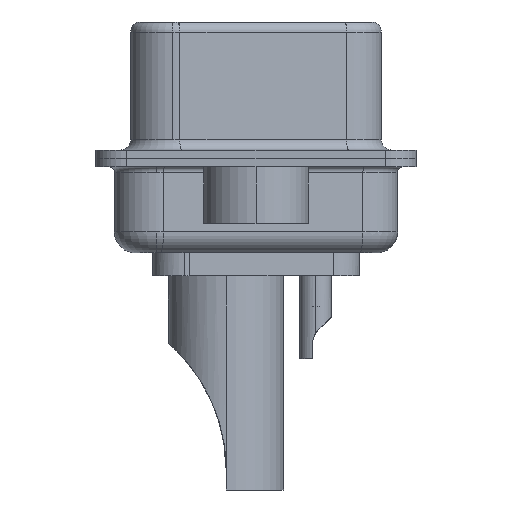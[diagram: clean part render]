
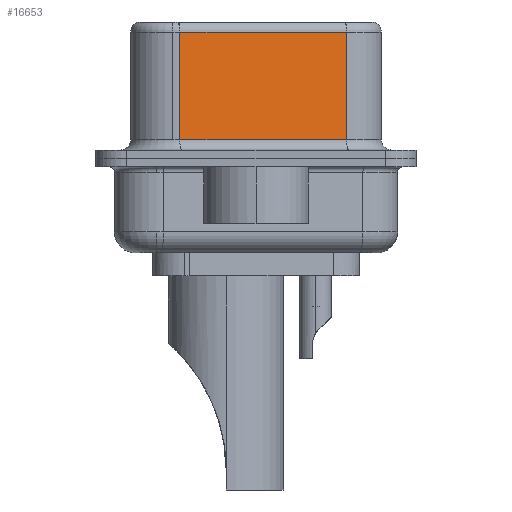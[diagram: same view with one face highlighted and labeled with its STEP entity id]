
A CAD part, left-side view. The second image highlights one B-rep face of the part: STEP entity #16653.
In plain terms, the highlighted planar face has unit normal (-0.985, -0.174, 0).
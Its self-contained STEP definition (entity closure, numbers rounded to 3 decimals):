
#730 = CARTESIAN_POINT ( 'NONE',  ( 5.132, -4.322, 0.9 ) ) ;
#824 = ORIENTED_EDGE ( 'NONE', *, *, #20855, .T. ) ;
#2476 = LINE ( 'NONE', #14881, #10818 ) ;
#2776 = LINE ( 'NONE', #3448, #19818 ) ;
#3448 = CARTESIAN_POINT ( 'NONE',  ( 5.132, -4.322, 0.9 ) ) ;
#3654 = CARTESIAN_POINT ( 'NONE',  ( 5.132, -4.322, 6.52 ) ) ;
#4045 = FACE_OUTER_BOUND ( 'NONE', #8414, .T. ) ;
#4120 = VERTEX_POINT ( 'NONE', #15066 ) ;
#5153 = EDGE_CURVE ( 'NONE', #4120, #13978, #2776, .T. ) ;
#5899 = EDGE_CURVE ( 'NONE', #20680, #19948, #2476, .T. ) ;
#6999 = DIRECTION ( 'NONE',  ( -0.174, 0.985, 0. ) ) ;
#7006 = EDGE_CURVE ( 'NONE', #20680, #13978, #14082, .T. ) ;
#8414 = EDGE_LOOP ( 'NONE', ( #12457, #17466, #824, #16021 ) ) ;
#9390 = LINE ( 'NONE', #10062, #17585 ) ;
#9781 = VECTOR ( 'NONE', #9849, 1000. ) ;
#9849 = DIRECTION ( 'NONE',  ( 0., 0., -1. ) ) ;
#10062 = CARTESIAN_POINT ( 'NONE',  ( 3.73, 3.628, 6.52 ) ) ;
#10796 = DIRECTION ( 'NONE',  ( -0.174, 0.985, 0. ) ) ;
#10818 = VECTOR ( 'NONE', #10796, 1000. ) ;
#12457 = ORIENTED_EDGE ( 'NONE', *, *, #7006, .F. ) ;
#12649 = CARTESIAN_POINT ( 'NONE',  ( 5.132, -4.322, 6.52 ) ) ;
#13142 = CARTESIAN_POINT ( 'NONE',  ( 3.73, 3.628, 6.02 ) ) ;
#13978 = VERTEX_POINT ( 'NONE', #730 ) ;
#14082 = LINE ( 'NONE', #12649, #9781 ) ;
#14627 = CARTESIAN_POINT ( 'NONE',  ( 5.132, -4.322, 6.02 ) ) ;
#14881 = CARTESIAN_POINT ( 'NONE',  ( 5.132, -4.322, 6.02 ) ) ;
#14889 = DIRECTION ( 'NONE',  ( 0., 0., -1. ) ) ;
#15066 = CARTESIAN_POINT ( 'NONE',  ( 3.73, 3.628, 0.9 ) ) ;
#15191 = PLANE ( 'NONE',  #20630 ) ;
#16021 = ORIENTED_EDGE ( 'NONE', *, *, #5153, .T. ) ;
#16653 = ADVANCED_FACE ( 'NONE', ( #4045 ), #15191, .F. ) ;
#16850 = DIRECTION ( 'NONE',  ( 0.985, 0.174, 0. ) ) ;
#17466 = ORIENTED_EDGE ( 'NONE', *, *, #5899, .T. ) ;
#17585 = VECTOR ( 'NONE', #14889, 1000. ) ;
#19818 = VECTOR ( 'NONE', #20361, 1000. ) ;
#19948 = VERTEX_POINT ( 'NONE', #13142 ) ;
#20361 = DIRECTION ( 'NONE',  ( 0.174, -0.985, 0. ) ) ;
#20630 = AXIS2_PLACEMENT_3D ( 'NONE', #3654, #16850, #6999 ) ;
#20680 = VERTEX_POINT ( 'NONE', #14627 ) ;
#20855 = EDGE_CURVE ( 'NONE', #19948, #4120, #9390, .T. ) ;
